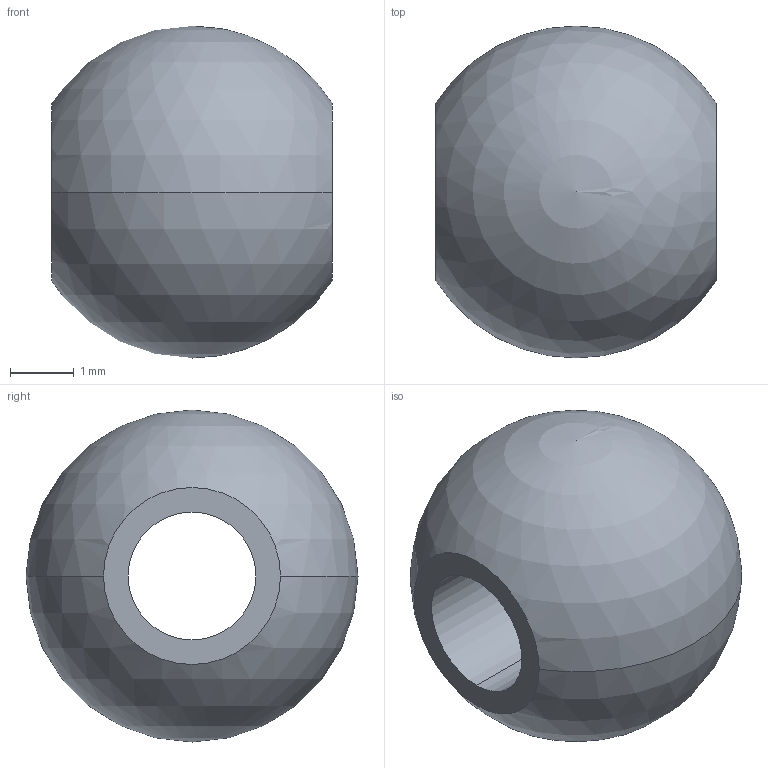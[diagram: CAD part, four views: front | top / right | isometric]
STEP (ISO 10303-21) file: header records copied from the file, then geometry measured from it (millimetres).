
FILE_DESCRIPTION (( 'STEP AP214' ), '1' );
FILE_NAME ('Ball.STEP', '2013-11-18T20:56:15', ( '' ), ( '' ), 'SwSTEP 2.0', 'SolidWorks 2014', '' );
FILE_SCHEMA (( 'AUTOMOTIVE_DESIGN' ));
Length unit declared in the file: millimetre
Products named in the file (1): Ball
Bounding box: 4.4 x 5.2 x 5.2 mm (x, y, z)
Volume: 57.3 mm3; surface area: 105.3 mm2
Topology: 1 solids, 1 shells, 6 faces, 20 edges, 14 vertices
Faces by surface type: cylinder 2, sphere 2, plane 2
Entity records: 224 total; most frequent: DIRECTION 40, CARTESIAN_POINT 31, ORIENTED_EDGE 28, AXIS2_PLACEMENT_3D 19, EDGE_CURVE 14, CIRCLE 12, VERTEX_POINT 10, EDGE_LOOP 8
